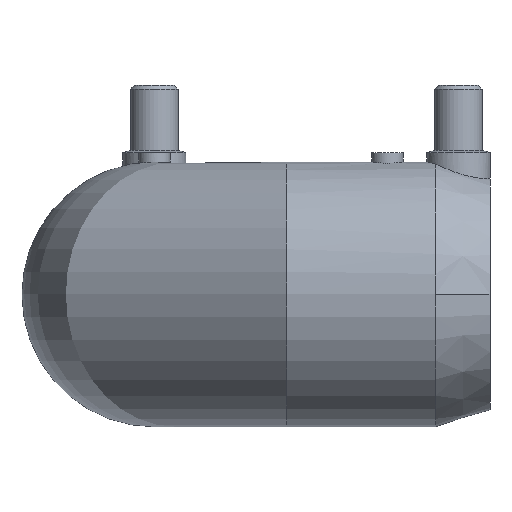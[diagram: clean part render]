
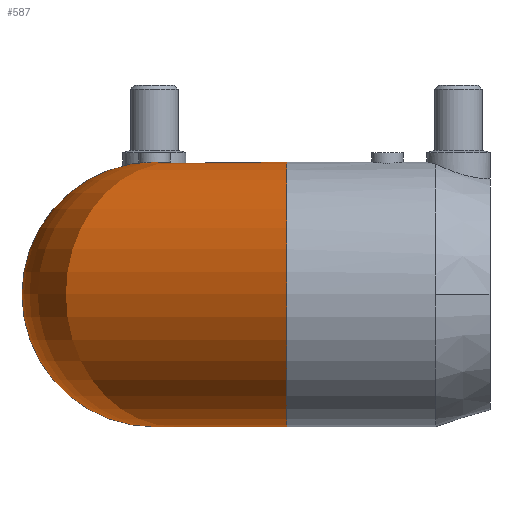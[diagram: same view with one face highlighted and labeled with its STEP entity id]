
A CAD part, left-side view. The second image highlights one B-rep face of the part: STEP entity #587.
In plain terms, the highlighted toroidal (fillet/blend) face has major radius 33.52 mm and minor radius 33.5 mm.
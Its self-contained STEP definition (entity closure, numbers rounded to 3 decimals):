
#15=TOROIDAL_SURFACE('',#677,33.52,33.5);
#91=FACE_OUTER_BOUND('',#139,.T.);
#139=EDGE_LOOP('',(#515,#516,#517,#518,#519,#520,#521,#522));
#157=B_SPLINE_CURVE_WITH_KNOTS('',3,(#1218,#1219,#1220,#1221),
 .UNSPECIFIED.,.F.,.F.,(4,4),(14.883,14.884),
 .UNSPECIFIED.);
#158=B_SPLINE_CURVE_WITH_KNOTS('',3,(#1223,#1224,#1225,#1226),
 .UNSPECIFIED.,.F.,.F.,(4,4),(-0.004,0.),.UNSPECIFIED.);
#159=B_SPLINE_CURVE_WITH_KNOTS('',3,(#1230,#1231,#1232,#1233),
 .UNSPECIFIED.,.F.,.F.,(4,4),(0.,0.),.UNSPECIFIED.);
#160=B_SPLINE_CURVE_WITH_KNOTS('',3,(#1235,#1236,#1237,#1238),
 .UNSPECIFIED.,.F.,.F.,(4,4),(4.958,4.959),
 .UNSPECIFIED.);
#164=B_SPLINE_CURVE_WITH_KNOTS('',3,(#1319,#1320,#1321,#1322,#1323,#1324,
#1325,#1326,#1327,#1328,#1329,#1330,#1331,#1332,#1333,#1334,#1335,#1336,
#1337,#1338),.UNSPECIFIED.,.F.,.F.,(4,2,2,2,2,2,2,2,2,4),(0.,0.316,
0.632,1.265,1.88,2.495,3.111,
3.727,4.344,4.958),.UNSPECIFIED.);
#165=B_SPLINE_CURVE_WITH_KNOTS('',3,(#1340,#1341,#1342,#1343,#1344,#1345,
#1346,#1347,#1348,#1349,#1350,#1351,#1352,#1353,#1354,#1355,#1356,#1357,
#1358,#1359),.UNSPECIFIED.,.F.,.F.,(4,2,2,2,2,2,2,2,2,4),(14.884,
15.499,16.115,16.731,17.348,17.963,
18.578,19.21,19.526,19.842),
 .UNSPECIFIED.);
#202=CIRCLE('',#678,33.5);
#203=CIRCLE('',#679,33.5);
#280=VERTEX_POINT('',#1215);
#281=VERTEX_POINT('',#1217);
#282=VERTEX_POINT('',#1222);
#283=VERTEX_POINT('',#1227);
#284=VERTEX_POINT('',#1229);
#285=VERTEX_POINT('',#1234);
#286=VERTEX_POINT('',#1239);
#343=EDGE_CURVE('',#281,#280,#157,.T.);
#344=EDGE_CURVE('',#282,#281,#158,.T.);
#346=EDGE_CURVE('',#284,#283,#159,.T.);
#347=EDGE_CURVE('',#285,#284,#160,.T.);
#375=EDGE_CURVE('',#286,#285,#164,.T.);
#376=EDGE_CURVE('',#280,#286,#165,.T.);
#377=EDGE_CURVE('',#286,#286,#202,.T.);
#378=EDGE_CURVE('',#282,#283,#203,.T.);
#515=ORIENTED_EDGE('',*,*,#344,.T.);
#516=ORIENTED_EDGE('',*,*,#343,.T.);
#517=ORIENTED_EDGE('',*,*,#376,.T.);
#518=ORIENTED_EDGE('',*,*,#377,.T.);
#519=ORIENTED_EDGE('',*,*,#375,.T.);
#520=ORIENTED_EDGE('',*,*,#347,.T.);
#521=ORIENTED_EDGE('',*,*,#346,.T.);
#522=ORIENTED_EDGE('',*,*,#378,.F.);
#587=ADVANCED_FACE('',(#91),#15,.T.);
#677=AXIS2_PLACEMENT_3D('',#1361,#850,#851);
#678=AXIS2_PLACEMENT_3D('',#1362,#852,#853);
#679=AXIS2_PLACEMENT_3D('',#1363,#854,#855);
#850=DIRECTION('center_axis',(0.,0.,-1.));
#851=DIRECTION('ref_axis',(-1.,0.,0.));
#852=DIRECTION('center_axis',(0.,1.,0.));
#853=DIRECTION('ref_axis',(-1.,0.,0.));
#854=DIRECTION('center_axis',(1.,0.,0.));
#855=DIRECTION('ref_axis',(0.,1.,0.));
#1215=CARTESIAN_POINT('',(33.5,30.,-33.5));
#1217=CARTESIAN_POINT('',(33.5,30.007,-33.5));
#1218=CARTESIAN_POINT('Ctrl Pts',(33.5,30.01,-33.5));
#1219=CARTESIAN_POINT('Ctrl Pts',(33.5,30.007,-33.5));
#1220=CARTESIAN_POINT('Ctrl Pts',(33.5,30.003,-33.5));
#1221=CARTESIAN_POINT('Ctrl Pts',(33.5,30.,-33.5));
#1222=CARTESIAN_POINT('',(33.52,30.008,-33.5));
#1223=CARTESIAN_POINT('Ctrl Pts',(33.52,30.005,-33.5));
#1224=CARTESIAN_POINT('Ctrl Pts',(33.519,30.005,-33.5));
#1225=CARTESIAN_POINT('Ctrl Pts',(33.513,30.005,-33.5));
#1226=CARTESIAN_POINT('Ctrl Pts',(33.5,30.005,-33.5));
#1227=CARTESIAN_POINT('',(33.52,30.008,33.5));
#1229=CARTESIAN_POINT('',(33.5,30.007,33.5));
#1230=CARTESIAN_POINT('Ctrl Pts',(33.5,30.005,33.5));
#1231=CARTESIAN_POINT('Ctrl Pts',(33.513,30.005,33.5));
#1232=CARTESIAN_POINT('Ctrl Pts',(33.519,30.005,33.5));
#1233=CARTESIAN_POINT('Ctrl Pts',(33.52,30.005,33.5));
#1234=CARTESIAN_POINT('',(33.5,30.,33.5));
#1235=CARTESIAN_POINT('Ctrl Pts',(33.5,30.,33.5));
#1236=CARTESIAN_POINT('Ctrl Pts',(33.5,30.003,33.5));
#1237=CARTESIAN_POINT('Ctrl Pts',(33.5,30.007,33.5));
#1238=CARTESIAN_POINT('Ctrl Pts',(33.5,30.01,33.5));
#1239=CARTESIAN_POINT('',(33.5,-3.5,0.));
#1319=CARTESIAN_POINT('Ctrl Pts',(33.5,-3.5,0.));
#1320=CARTESIAN_POINT('Ctrl Pts',(33.5,-3.474,1.054));
#1321=CARTESIAN_POINT('Ctrl Pts',(33.5,-3.431,2.16));
#1322=CARTESIAN_POINT('Ctrl Pts',(33.5,-3.209,4.406));
#1323=CARTESIAN_POINT('Ctrl Pts',(33.5,-3.038,5.546));
#1324=CARTESIAN_POINT('Ctrl Pts',(33.5,-2.351,8.926));
#1325=CARTESIAN_POINT('Ctrl Pts',(33.5,-1.648,11.128));
#1326=CARTESIAN_POINT('Ctrl Pts',(33.5,-0.026,14.956));
#1327=CARTESIAN_POINT('Ctrl Pts',(33.5,1.032,16.939));
#1328=CARTESIAN_POINT('Ctrl Pts',(33.5,3.54,20.641));
#1329=CARTESIAN_POINT('Ctrl Pts',(33.5,4.989,22.359));
#1330=CARTESIAN_POINT('Ctrl Pts',(33.5,7.905,25.247));
#1331=CARTESIAN_POINT('Ctrl Pts',(33.5,9.641,26.683));
#1332=CARTESIAN_POINT('Ctrl Pts',(33.5,13.376,29.159));
#1333=CARTESIAN_POINT('Ctrl Pts',(33.5,15.374,30.199));
#1334=CARTESIAN_POINT('Ctrl Pts',(33.5,19.174,31.762));
#1335=CARTESIAN_POINT('Ctrl Pts',(33.5,21.326,32.43));
#1336=CARTESIAN_POINT('Ctrl Pts',(33.5,25.715,33.297));
#1337=CARTESIAN_POINT('Ctrl Pts',(33.5,27.951,33.499));
#1338=CARTESIAN_POINT('Ctrl Pts',(33.5,30.,33.5));
#1340=CARTESIAN_POINT('Ctrl Pts',(33.5,30.,-33.5));
#1341=CARTESIAN_POINT('Ctrl Pts',(33.5,27.951,-33.499));
#1342=CARTESIAN_POINT('Ctrl Pts',(33.5,25.715,-33.297));
#1343=CARTESIAN_POINT('Ctrl Pts',(33.5,21.326,-32.43));
#1344=CARTESIAN_POINT('Ctrl Pts',(33.5,19.174,-31.762));
#1345=CARTESIAN_POINT('Ctrl Pts',(33.5,15.374,-30.199));
#1346=CARTESIAN_POINT('Ctrl Pts',(33.5,13.376,-29.159));
#1347=CARTESIAN_POINT('Ctrl Pts',(33.5,9.641,-26.683));
#1348=CARTESIAN_POINT('Ctrl Pts',(33.5,7.905,-25.247));
#1349=CARTESIAN_POINT('Ctrl Pts',(33.5,4.989,-22.359));
#1350=CARTESIAN_POINT('Ctrl Pts',(33.5,3.54,-20.641));
#1351=CARTESIAN_POINT('Ctrl Pts',(33.5,1.032,-16.939));
#1352=CARTESIAN_POINT('Ctrl Pts',(33.5,-0.026,-14.956));
#1353=CARTESIAN_POINT('Ctrl Pts',(33.5,-1.648,-11.128));
#1354=CARTESIAN_POINT('Ctrl Pts',(33.5,-2.351,-8.926));
#1355=CARTESIAN_POINT('Ctrl Pts',(33.5,-3.038,-5.546));
#1356=CARTESIAN_POINT('Ctrl Pts',(33.5,-3.209,-4.406));
#1357=CARTESIAN_POINT('Ctrl Pts',(33.5,-3.431,-2.16));
#1358=CARTESIAN_POINT('Ctrl Pts',(33.5,-3.474,-1.054));
#1359=CARTESIAN_POINT('Ctrl Pts',(33.5,-3.5,0.));
#1361=CARTESIAN_POINT('Origin',(33.52,-3.5,0.));
#1362=CARTESIAN_POINT('Origin',(0.,-3.5,0.));
#1363=CARTESIAN_POINT('Origin',(33.52,30.02,0.));
